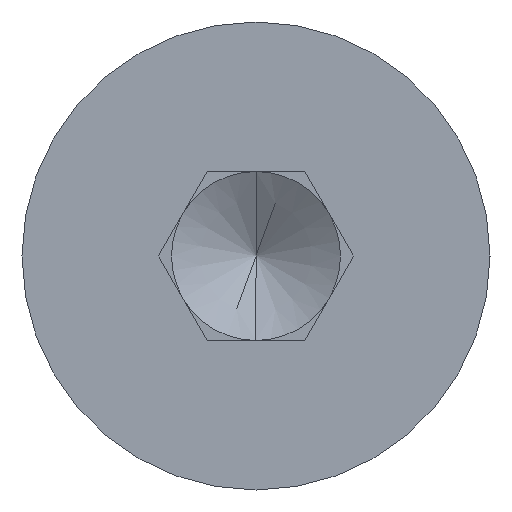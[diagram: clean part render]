
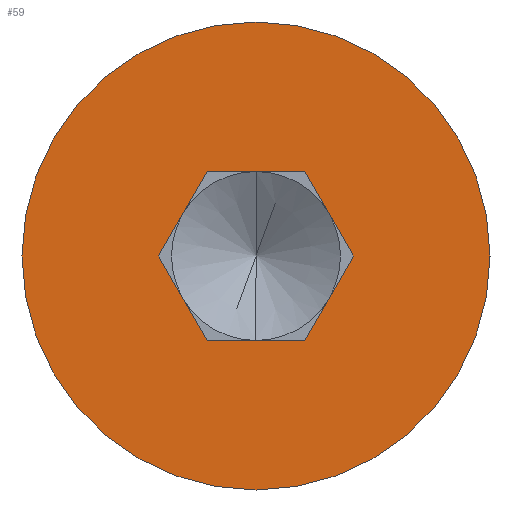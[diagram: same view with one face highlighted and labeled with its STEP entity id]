
A CAD part, left-side view. The second image highlights one B-rep face of the part: STEP entity #59.
In plain terms, the highlighted planar face has unit normal (-1, 0, 0).
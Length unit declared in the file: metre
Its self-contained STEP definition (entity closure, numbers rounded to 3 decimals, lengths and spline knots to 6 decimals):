
#59=ADVANCED_FACE('0:33',(#133,#134),#135,.T.);
#133=FACE_OUTER_BOUND('',#220,.T.);
#134=FACE_BOUND('',#221,.T.);
#135=PLANE('',#222);
#220=EDGE_LOOP('',(#322,#323));
#221=EDGE_LOOP('',(#324,#325,#326,#327,#328,#329));
#222=AXIS2_PLACEMENT_3D('',#330,#331,#332);
#322=ORIENTED_EDGE('',*,*,#522,.T.);
#323=ORIENTED_EDGE('',*,*,#523,.T.);
#324=ORIENTED_EDGE('',*,*,#524,.T.);
#325=ORIENTED_EDGE('',*,*,#525,.T.);
#326=ORIENTED_EDGE('',*,*,#526,.T.);
#327=ORIENTED_EDGE('',*,*,#517,.T.);
#328=ORIENTED_EDGE('',*,*,#506,.T.);
#329=ORIENTED_EDGE('',*,*,#527,.T.);
#330=CARTESIAN_POINT('',(0.0,0.0,0.0));
#331=DIRECTION('',(-1.0,0.0,0.0));
#332=DIRECTION('',(0.0,0.0,1.0));
#506=EDGE_CURVE('',#590,#591,#592,.T.);
#517=EDGE_CURVE('',#610,#590,#611,.T.);
#522=EDGE_CURVE('',#618,#619,#620,.T.);
#523=EDGE_CURVE('',#619,#618,#621,.T.);
#524=EDGE_CURVE('',#622,#623,#624,.T.);
#525=EDGE_CURVE('',#623,#625,#626,.T.);
#526=EDGE_CURVE('',#625,#610,#627,.T.);
#527=EDGE_CURVE('',#591,#622,#628,.T.);
#590=VERTEX_POINT('',#704);
#591=VERTEX_POINT('',#705);
#592=LINE('',#706,#707);
#610=VERTEX_POINT('',#731);
#611=LINE('',#732,#733);
#618=VERTEX_POINT('',#743);
#619=VERTEX_POINT('',#744);
#620=CIRCLE('',#745,0.00277);
#621=CIRCLE('',#746,0.00277);
#622=VERTEX_POINT('',#747);
#623=VERTEX_POINT('',#748);
#624=LINE('',#749,#750);
#625=VERTEX_POINT('',#751);
#626=LINE('',#752,#753);
#627=LINE('',#754,#755);
#628=LINE('',#756,#757);
#704=CARTESIAN_POINT('',(0.0,0.001155,0.));
#705=CARTESIAN_POINT('',(0.0,0.000577,0.001));
#706=CARTESIAN_POINT('',(0.0,0.001155,0.));
#707=VECTOR('',#845,1.0);
#731=CARTESIAN_POINT('',(0.0,0.000577,-0.001));
#732=CARTESIAN_POINT('',(0.0,0.000577,-0.001));
#733=VECTOR('',#858,1.0);
#743=CARTESIAN_POINT('',(0.0,0.0,0.00277));
#744=CARTESIAN_POINT('',(0.0,0.,-0.00277));
#745=AXIS2_PLACEMENT_3D('',#862,#863,#864);
#746=AXIS2_PLACEMENT_3D('',#865,#866,#867);
#747=CARTESIAN_POINT('',(0.0,-0.000577,0.001));
#748=CARTESIAN_POINT('',(0.0,-0.001155,0.0));
#749=CARTESIAN_POINT('',(0.0,-0.000577,0.001));
#750=VECTOR('',#868,1.0);
#751=CARTESIAN_POINT('',(-0.0,-0.000577,-0.001));
#752=CARTESIAN_POINT('',(0.0,-0.001155,0.));
#753=VECTOR('',#869,1.0);
#754=CARTESIAN_POINT('',(0.0,-0.000577,-0.001));
#755=VECTOR('',#870,1.0);
#756=CARTESIAN_POINT('',(0.0,0.000577,0.001));
#757=VECTOR('',#871,1.0);
#845=DIRECTION('',(0.0,-0.5,0.866));
#858=DIRECTION('',(0.0,0.5,0.866));
#862=CARTESIAN_POINT('',(0.0,0.0,0.0));
#863=DIRECTION('',(-1.0,0.0,0.0));
#864=DIRECTION('',(0.0,0.0,1.0));
#865=CARTESIAN_POINT('',(0.0,0.0,0.0));
#866=DIRECTION('',(-1.0,0.0,0.0));
#867=DIRECTION('',(0.0,0.0,1.0));
#868=DIRECTION('',(-0.0,-0.5,-0.866));
#869=DIRECTION('',(0.0,0.5,-0.866));
#870=DIRECTION('',(0.0,1.0,0.));
#871=DIRECTION('',(0.0,-1.0,0.0));
